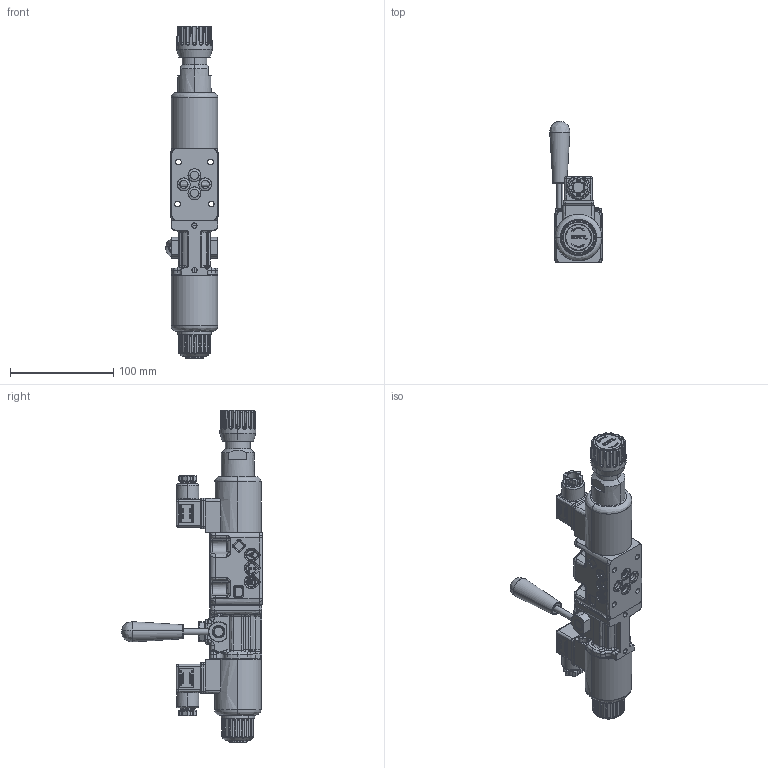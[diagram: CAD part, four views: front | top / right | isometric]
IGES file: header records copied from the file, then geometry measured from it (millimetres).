
Start section: SolidWorks IGES file using analytic representation for surfaces
Global section: file name: XD3C-----YP2.igs; native system: SolidWorks 2012; preprocessor: SolidWorks 2012; author: serviziopdm; date: 131014.120421; units: millimetre
Bounding box: 50.75 x 136.5 x 320.81 mm (x, y, z)
Surface area: 99873.9 mm2 (no closed solid volume)
Topology: 0 solids, 0 shells, 1975 faces, 27352 edges, 27293 vertices
Faces by surface type: bspline 1141, revolution 834
